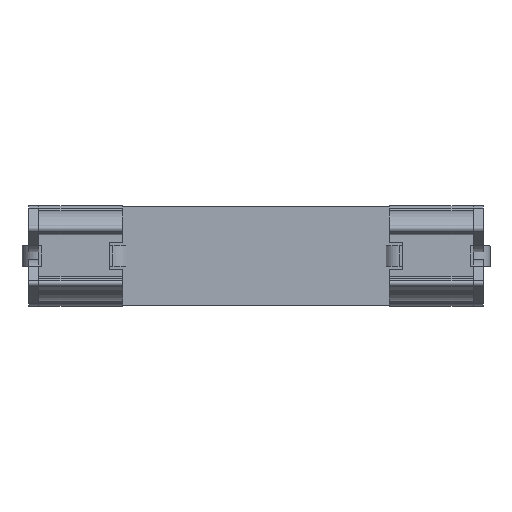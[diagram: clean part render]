
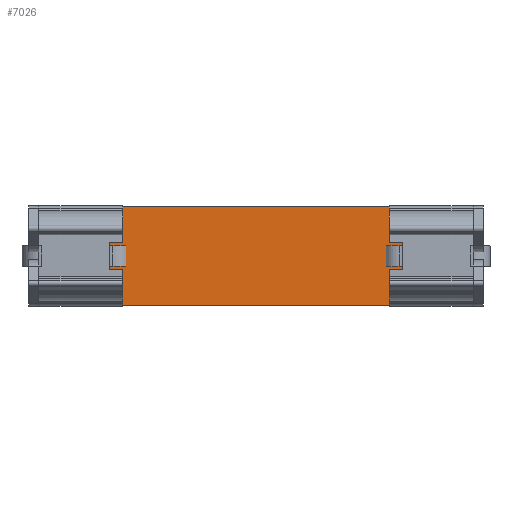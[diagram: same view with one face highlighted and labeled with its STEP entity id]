
A CAD part, top view. The second image highlights one B-rep face of the part: STEP entity #7026.
In plain terms, the highlighted free-form (B-spline) face has degree [1, 1] with [2, 2] control points.
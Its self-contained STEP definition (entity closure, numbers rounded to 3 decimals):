
#6987=CARTESIAN_POINT('',(-17.1,-3.75,2.4));
#6988=CARTESIAN_POINT('',(17.1,-3.75,2.4));
#6989=CARTESIAN_POINT('',(-17.1,3.75,2.4));
#6990=CARTESIAN_POINT('',(17.1,3.75,2.4));
#6991=B_SPLINE_SURFACE_WITH_KNOTS('',1,1,((#6987,#6989),(#6988,#6990)),.UNSPECIFIED.,.F.,.F.,.U.,(2,2),(2,2),(0.0,34.2),(0.0,7.5),.UNSPECIFIED.);
#6992=CARTESIAN_POINT('',(17.1,3.75,2.4));
#6993=VERTEX_POINT('',#6992);
#6994=CARTESIAN_POINT('',(17.1,-3.75,2.4));
#6995=VERTEX_POINT('',#6994);
#6996=CARTESIAN_POINT('',(17.1,3.75,2.4));
#6997=DIRECTION('',(0.0,-1.0,0.0));
#6998=VECTOR('',#6997,7.5);
#6999=LINE('',#6996,#6998);
#7000=EDGE_CURVE('',#6993,#6995,#6999,.T.);
#7001=ORIENTED_EDGE('',*,*,#7000,.F.);
#7002=CARTESIAN_POINT('',(-17.1,3.75,2.4));
#7003=VERTEX_POINT('',#7002);
#7004=CARTESIAN_POINT('',(-17.1,3.75,2.4));
#7005=DIRECTION('',(1.0,0.0,0.0));
#7006=VECTOR('',#7005,34.2);
#7007=LINE('',#7004,#7006);
#7008=EDGE_CURVE('',#7003,#6993,#7007,.T.);
#7009=ORIENTED_EDGE('',*,*,#7008,.F.);
#7010=CARTESIAN_POINT('',(-17.1,-3.75,2.4));
#7011=VERTEX_POINT('',#7010);
#7012=CARTESIAN_POINT('',(-17.1,-3.75,2.4));
#7013=DIRECTION('',(0.0,1.0,0.0));
#7014=VECTOR('',#7013,7.5);
#7015=LINE('',#7012,#7014);
#7016=EDGE_CURVE('',#7011,#7003,#7015,.T.);
#7017=ORIENTED_EDGE('',*,*,#7016,.F.);
#7018=CARTESIAN_POINT('',(17.1,-3.75,2.4));
#7019=DIRECTION('',(-1.0,0.0,0.0));
#7020=VECTOR('',#7019,34.2);
#7021=LINE('',#7018,#7020);
#7022=EDGE_CURVE('',#6995,#7011,#7021,.T.);
#7023=ORIENTED_EDGE('',*,*,#7022,.F.);
#7024=EDGE_LOOP('',(#7001,#7009,#7017,#7023));
#7025=FACE_OUTER_BOUND('',#7024,.T.);
#7026=ADVANCED_FACE('',(#7025),#6991,.T.);
